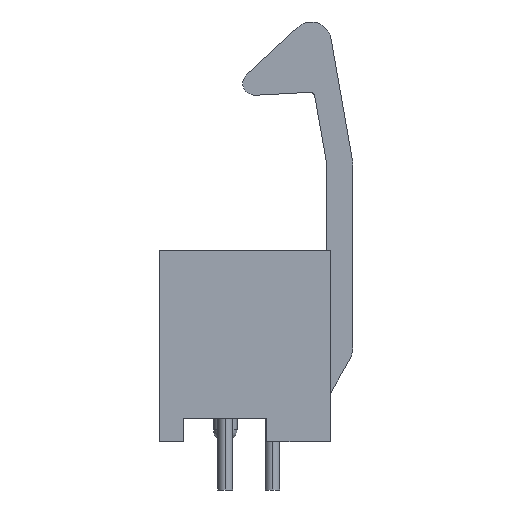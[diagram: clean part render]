
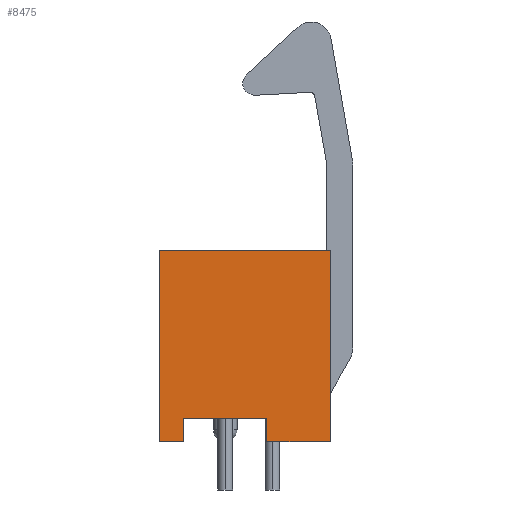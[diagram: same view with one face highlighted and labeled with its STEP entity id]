
A CAD part, left-side view. The second image highlights one B-rep face of the part: STEP entity #8475.
In plain terms, the highlighted planar face has unit normal (-1, 0, 0).
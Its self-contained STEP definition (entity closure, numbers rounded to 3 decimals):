
#5872=CARTESIAN_POINT('',(-16.51,4.826,10.262));
#5873=VERTEX_POINT('',#5872);
#5880=CARTESIAN_POINT('',(-16.51,-4.369,10.262));
#5881=VERTEX_POINT('',#5880);
#5882=CARTESIAN_POINT('',(-16.51,4.826,10.262));
#5883=DIRECTION('',(0.0,-1.0,0.0));
#5884=VECTOR('',#5883,9.195);
#5885=LINE('',#5882,#5884);
#5886=EDGE_CURVE('',#5873,#5881,#5885,.T.);
#6649=CARTESIAN_POINT('',(-16.51,-0.965,1.27));
#6650=VERTEX_POINT('',#6649);
#6657=CARTESIAN_POINT('',(-16.51,3.505,1.27));
#6658=VERTEX_POINT('',#6657);
#6659=CARTESIAN_POINT('',(-16.51,-0.965,1.27));
#6660=DIRECTION('',(0.0,1.0,0.0));
#6661=VECTOR('',#6660,4.47);
#6662=LINE('',#6659,#6661);
#6663=EDGE_CURVE('',#6650,#6658,#6662,.T.);
#7032=CARTESIAN_POINT('',(-16.51,-4.369,0.0));
#7033=VERTEX_POINT('',#7032);
#7034=CARTESIAN_POINT('',(-16.51,-4.369,10.262));
#7035=DIRECTION('',(0.0,0.0,-1.0));
#7036=VECTOR('',#7035,10.262);
#7037=LINE('',#7034,#7036);
#7038=EDGE_CURVE('',#5881,#7033,#7037,.T.);
#8283=CARTESIAN_POINT('',(-16.51,3.505,0.0));
#8284=VERTEX_POINT('',#8283);
#8291=CARTESIAN_POINT('',(-16.51,4.826,0.0));
#8292=VERTEX_POINT('',#8291);
#8293=CARTESIAN_POINT('',(-16.51,4.826,0.0));
#8294=DIRECTION('',(0.0,-1.0,0.0));
#8295=VECTOR('',#8294,1.321);
#8296=LINE('',#8293,#8295);
#8297=EDGE_CURVE('',#8292,#8284,#8296,.T.);
#8386=CARTESIAN_POINT('',(-16.51,-0.965,0.0));
#8387=VERTEX_POINT('',#8386);
#8388=CARTESIAN_POINT('',(-16.51,-0.965,0.0));
#8389=DIRECTION('',(0.0,-1.0,0.0));
#8390=VECTOR('',#8389,3.404);
#8391=LINE('',#8388,#8390);
#8392=EDGE_CURVE('',#8387,#7033,#8391,.T.);
#8440=CARTESIAN_POINT('',(-16.51,3.505,0.0));
#8441=DIRECTION('',(0.0,0.0,1.0));
#8442=VECTOR('',#8441,1.27);
#8443=LINE('',#8440,#8442);
#8444=EDGE_CURVE('',#8284,#6658,#8443,.T.);
#8450=CARTESIAN_POINT('',(-16.51,-4.829,10.775));
#8451=DIRECTION('',(-1.0,0.0,0.0));
#8452=DIRECTION('',(0.0,0.0,-1.0));
#8453=AXIS2_PLACEMENT_3D('',#8450,#8451,#8452);
#8454=PLANE('',#8453);
#8455=ORIENTED_EDGE('',*,*,#8444,.T.);
#8456=ORIENTED_EDGE('',*,*,#6663,.F.);
#8457=CARTESIAN_POINT('',(-16.51,-0.965,0.0));
#8458=DIRECTION('',(0.0,0.0,1.0));
#8459=VECTOR('',#8458,1.27);
#8460=LINE('',#8457,#8459);
#8461=EDGE_CURVE('',#8387,#6650,#8460,.T.);
#8462=ORIENTED_EDGE('',*,*,#8461,.F.);
#8463=ORIENTED_EDGE('',*,*,#8392,.T.);
#8464=ORIENTED_EDGE('',*,*,#7038,.F.);
#8465=ORIENTED_EDGE('',*,*,#5886,.F.);
#8466=CARTESIAN_POINT('',(-16.51,4.826,0.0));
#8467=DIRECTION('',(0.0,0.0,1.0));
#8468=VECTOR('',#8467,10.262);
#8469=LINE('',#8466,#8468);
#8470=EDGE_CURVE('',#8292,#5873,#8469,.T.);
#8471=ORIENTED_EDGE('',*,*,#8470,.F.);
#8472=ORIENTED_EDGE('',*,*,#8297,.T.);
#8473=EDGE_LOOP('',(#8455,#8456,#8462,#8463,#8464,#8465,#8471,#8472));
#8474=FACE_OUTER_BOUND('',#8473,.T.);
#8475=ADVANCED_FACE('',(#8474),#8454,.T.);
